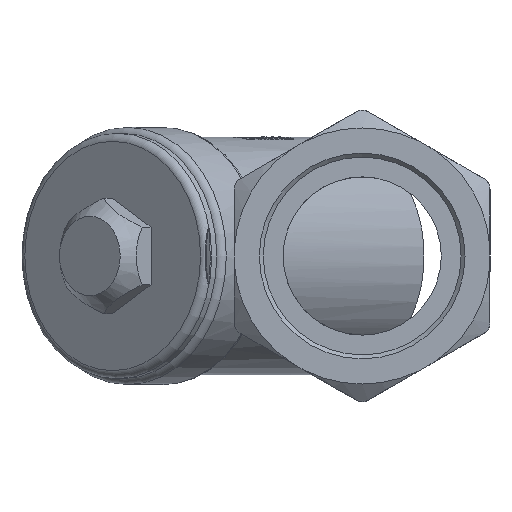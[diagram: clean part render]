
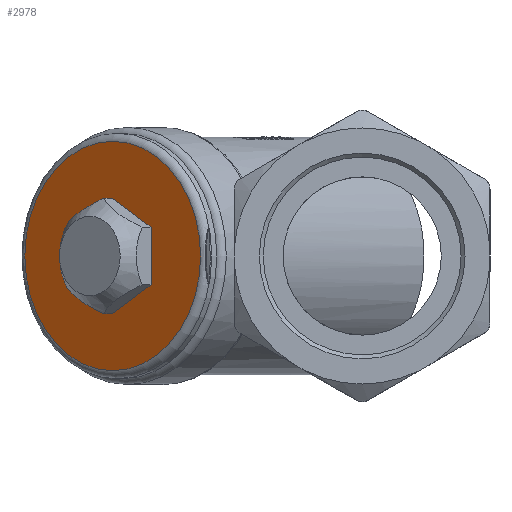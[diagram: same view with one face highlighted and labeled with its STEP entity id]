
A CAD part, left-side view. The second image highlights one B-rep face of the part: STEP entity #2978.
In plain terms, the highlighted planar face has unit normal (-0.766, 0.643, 0).
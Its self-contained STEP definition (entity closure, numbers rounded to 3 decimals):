
#179=PLANE('',#3172);
#264=LINE('',#4284,#432);
#265=LINE('',#4286,#433);
#266=LINE('',#4288,#434);
#267=LINE('',#4290,#435);
#268=LINE('',#4292,#436);
#269=LINE('',#4293,#437);
#432=VECTOR('',#3485,10.);
#433=VECTOR('',#3486,10.);
#434=VECTOR('',#3487,10.);
#435=VECTOR('',#3488,10.);
#436=VECTOR('',#3489,10.);
#437=VECTOR('',#3490,10.);
#647=FACE_BOUND('',#919,.T.);
#751=FACE_OUTER_BOUND('',#918,.T.);
#918=EDGE_LOOP('',(#1916));
#919=EDGE_LOOP('',(#1917,#1918,#1919,#1920,#1921,#1922));
#1095=CIRCLE('',#3165,29.);
#1155=VERTEX_POINT('',#4236);
#1160=VERTEX_POINT('',#4282);
#1161=VERTEX_POINT('',#4283);
#1162=VERTEX_POINT('',#4285);
#1163=VERTEX_POINT('',#4287);
#1164=VERTEX_POINT('',#4289);
#1165=VERTEX_POINT('',#4291);
#1454=EDGE_CURVE('',#1155,#1155,#1095,.T.);
#1462=EDGE_CURVE('',#1160,#1161,#264,.T.);
#1463=EDGE_CURVE('',#1161,#1162,#265,.T.);
#1464=EDGE_CURVE('',#1162,#1163,#266,.T.);
#1465=EDGE_CURVE('',#1163,#1164,#267,.T.);
#1466=EDGE_CURVE('',#1164,#1165,#268,.T.);
#1467=EDGE_CURVE('',#1165,#1160,#269,.T.);
#1916=ORIENTED_EDGE('',*,*,#1454,.F.);
#1917=ORIENTED_EDGE('',*,*,#1462,.T.);
#1918=ORIENTED_EDGE('',*,*,#1463,.T.);
#1919=ORIENTED_EDGE('',*,*,#1464,.T.);
#1920=ORIENTED_EDGE('',*,*,#1465,.T.);
#1921=ORIENTED_EDGE('',*,*,#1466,.T.);
#1922=ORIENTED_EDGE('',*,*,#1467,.T.);
#2978=ADVANCED_FACE('',(#751,#647),#179,.T.);
#3165=AXIS2_PLACEMENT_3D('',#4237,#3468,#3469);
#3172=AXIS2_PLACEMENT_3D('',#4281,#3483,#3484);
#3468=DIRECTION('center_axis',(0.766,-0.643,0.));
#3469=DIRECTION('ref_axis',(0.643,0.766,0.));
#3483=DIRECTION('center_axis',(-0.766,0.643,0.));
#3484=DIRECTION('ref_axis',(0.,0.,1.));
#3485=DIRECTION('',(0.,0.,1.));
#3486=DIRECTION('',(-0.557,-0.663,0.5));
#3487=DIRECTION('',(-0.557,-0.663,-0.5));
#3488=DIRECTION('',(0.,0.,-1.));
#3489=DIRECTION('',(0.557,0.663,-0.5));
#3490=DIRECTION('',(0.557,0.663,0.5));
#4236=CARTESIAN_POINT('',(23.401,63.069,-29.));
#4237=CARTESIAN_POINT('Origin',(23.401,63.069,0.));
#4281=CARTESIAN_POINT('Origin',(23.401,63.069,0.));
#4282=CARTESIAN_POINT('',(31.529,72.755,-7.3));
#4283=CARTESIAN_POINT('',(31.529,72.755,7.3));
#4284=CARTESIAN_POINT('',(31.529,72.755,3.65));
#4285=CARTESIAN_POINT('',(23.401,63.069,14.601));
#4286=CARTESIAN_POINT('',(25.433,65.491,12.776));
#4287=CARTESIAN_POINT('',(15.273,53.383,7.3));
#4288=CARTESIAN_POINT('',(17.305,55.804,9.125));
#4289=CARTESIAN_POINT('',(15.273,53.383,-7.3));
#4290=CARTESIAN_POINT('',(15.273,53.383,-3.65));
#4291=CARTESIAN_POINT('',(23.401,63.069,-14.601));
#4292=CARTESIAN_POINT('',(21.369,60.647,-12.776));
#4293=CARTESIAN_POINT('',(29.497,70.334,-9.125));
